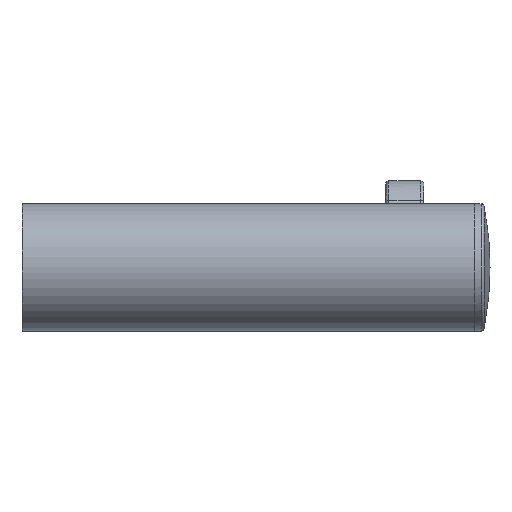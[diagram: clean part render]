
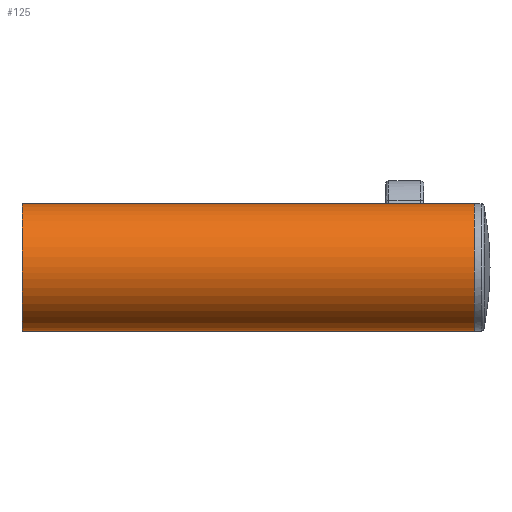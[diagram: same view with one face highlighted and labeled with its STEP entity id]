
A CAD part, left-side view. The second image highlights one B-rep face of the part: STEP entity #125.
In plain terms, the highlighted cylindrical face has radius 10 mm (diameter 20 mm), a partial arc.
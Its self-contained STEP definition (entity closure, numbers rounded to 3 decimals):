
#125=ADVANCED_FACE('',(#410),#3940,.T.);
#410=FACE_OUTER_BOUND('',#673,.T.);
#673=EDGE_LOOP('',(#972,#973,#974,#975,#976,#977));
#972=ORIENTED_EDGE('',*,*,#2242,.F.);
#973=ORIENTED_EDGE('',*,*,#2243,.T.);
#974=ORIENTED_EDGE('',*,*,#2244,.T.);
#975=ORIENTED_EDGE('',*,*,#2245,.T.);
#976=ORIENTED_EDGE('',*,*,#2246,.T.);
#977=ORIENTED_EDGE('',*,*,#2247,.F.);
#2242=EDGE_CURVE('',#3535,#3536,#2883,.T.);
#2243=EDGE_CURVE('',#3535,#3546,#3157,.T.);
#2244=EDGE_CURVE('',#3546,#3547,#2884,.T.);
#2245=EDGE_CURVE('',#3547,#3548,#2885,.T.);
#2246=EDGE_CURVE('',#3548,#3534,#3158,.T.);
#2247=EDGE_CURVE('',#3536,#3534,#2886,.T.);
#2883=(
BOUNDED_CURVE()
B_SPLINE_CURVE(2,(#4705,#4706,#4707),.UNSPECIFIED.,.F.,.F.)
B_SPLINE_CURVE_WITH_KNOTS((3,3),(-20.,0.),.UNSPECIFIED.)
CURVE()
GEOMETRIC_REPRESENTATION_ITEM()
RATIONAL_B_SPLINE_CURVE((1.,0.707,1.))
REPRESENTATION_ITEM('')
);
#2884=(
BOUNDED_CURVE()
B_SPLINE_CURVE(2,(#4710,#4711,#4712),.UNSPECIFIED.,.F.,.F.)
B_SPLINE_CURVE_WITH_KNOTS((3,3),(0.,20.),.UNSPECIFIED.)
CURVE()
GEOMETRIC_REPRESENTATION_ITEM()
RATIONAL_B_SPLINE_CURVE((1.,0.707,1.))
REPRESENTATION_ITEM('')
);
#2885=(
BOUNDED_CURVE()
B_SPLINE_CURVE(2,(#4713,#4714,#4715),.UNSPECIFIED.,.F.,.F.)
B_SPLINE_CURVE_WITH_KNOTS((3,3),(0.,20.),.UNSPECIFIED.)
CURVE()
GEOMETRIC_REPRESENTATION_ITEM()
RATIONAL_B_SPLINE_CURVE((1.,0.707,1.))
REPRESENTATION_ITEM('')
);
#2886=(
BOUNDED_CURVE()
B_SPLINE_CURVE(2,(#4718,#4719,#4720),.UNSPECIFIED.,.F.,.F.)
B_SPLINE_CURVE_WITH_KNOTS((3,3),(-20.,0.),.UNSPECIFIED.)
CURVE()
GEOMETRIC_REPRESENTATION_ITEM()
RATIONAL_B_SPLINE_CURVE((1.,0.707,1.))
REPRESENTATION_ITEM('')
);
#3157=B_SPLINE_CURVE_WITH_KNOTS('',1,(#4708,#4709),.UNSPECIFIED.,.F.,.F.,
(2,2),(0.,71.),.UNSPECIFIED.);
#3158=B_SPLINE_CURVE_WITH_KNOTS('',1,(#4716,#4717),.UNSPECIFIED.,.F.,.F.,
(2,2),(0.,71.),.UNSPECIFIED.);
#3534=VERTEX_POINT('',#4629);
#3535=VERTEX_POINT('',#4630);
#3536=VERTEX_POINT('',#4631);
#3546=VERTEX_POINT('',#4641);
#3547=VERTEX_POINT('',#4642);
#3548=VERTEX_POINT('',#4643);
#3940=CYLINDRICAL_SURFACE('',#4182,10.);
#4182=AXIS2_PLACEMENT_3D('',#4600,#4390,$);
#4390=DIRECTION('',(0.,-1.,0.));
#4600=CARTESIAN_POINT('',(-6.75,-35.5,-73.298));
#4629=CARTESIAN_POINT('',(-6.75,0.,-63.298));
#4630=CARTESIAN_POINT('',(-6.75,0.,-83.298));
#4631=CARTESIAN_POINT('',(-16.75,0.,-73.298));
#4641=CARTESIAN_POINT('',(-6.75,-71.,-83.298));
#4642=CARTESIAN_POINT('',(-16.75,-71.,-73.298));
#4643=CARTESIAN_POINT('',(-6.75,-71.,-63.298));
#4705=CARTESIAN_POINT('',(-6.75,0.,-83.298));
#4706=CARTESIAN_POINT('',(-16.75,0.,-83.298));
#4707=CARTESIAN_POINT('',(-16.75,0.,-73.298));
#4708=CARTESIAN_POINT('',(-6.75,0.,-83.298));
#4709=CARTESIAN_POINT('',(-6.75,-71.,-83.298));
#4710=CARTESIAN_POINT('',(-6.75,-71.,-83.298));
#4711=CARTESIAN_POINT('',(-16.75,-71.,-83.298));
#4712=CARTESIAN_POINT('',(-16.75,-71.,-73.298));
#4713=CARTESIAN_POINT('',(-16.75,-71.,-73.298));
#4714=CARTESIAN_POINT('',(-16.75,-71.,-63.298));
#4715=CARTESIAN_POINT('',(-6.75,-71.,-63.298));
#4716=CARTESIAN_POINT('',(-6.75,-71.,-63.298));
#4717=CARTESIAN_POINT('',(-6.75,0.,-63.298));
#4718=CARTESIAN_POINT('',(-16.75,0.,-73.298));
#4719=CARTESIAN_POINT('',(-16.75,0.,-63.298));
#4720=CARTESIAN_POINT('',(-6.75,0.,-63.298));
